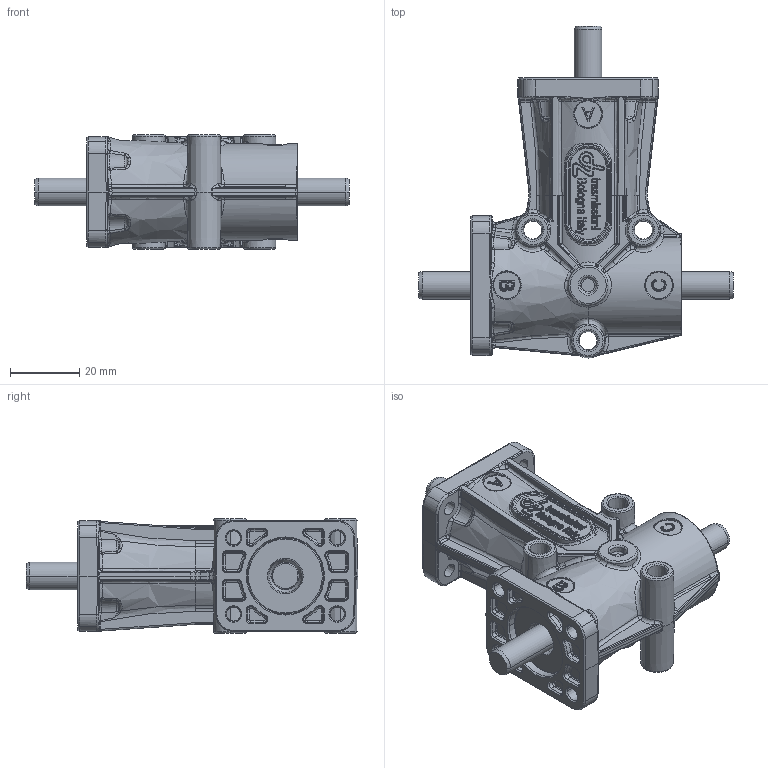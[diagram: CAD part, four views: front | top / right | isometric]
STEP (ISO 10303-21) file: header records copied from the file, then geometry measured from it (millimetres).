
FILE_DESCRIPTION(('STEP AP214'),'1');
FILE_NAME('dz_13_-_-_2fabc.stp','2017-07-05T13:59:14',('TraceParts'),('TraceParts S.A.'),'Spatial InterOp 3D',' ',' ');
FILE_SCHEMA(('automotive_design'));
Length unit declared in the file: millimetre
Products named in the file (1): dz_13_-_-_2fabc
Bounding box: 91 x 96 x 33 mm (x, y, z)
Volume: 83991.3 mm3; surface area: 22319.5 mm2
Topology: 1 solids, 1 shells, 2880 faces, 6923 edges, 4029 vertices
Faces by surface type: bspline 1160, cylinder 904, plane 445, cone 254, torus 80, sphere 37
Entity records: 191089 total; most frequent: CARTESIAN_POINT 107043, ORIENTED_EDGE 13652, DIRECTION 11321, EDGE_CURVE 6826, AXIS2_PLACEMENT_3D 4510, VERTEX_POINT 4029, EDGE_LOOP 2983, STYLED_ITEM 2881
